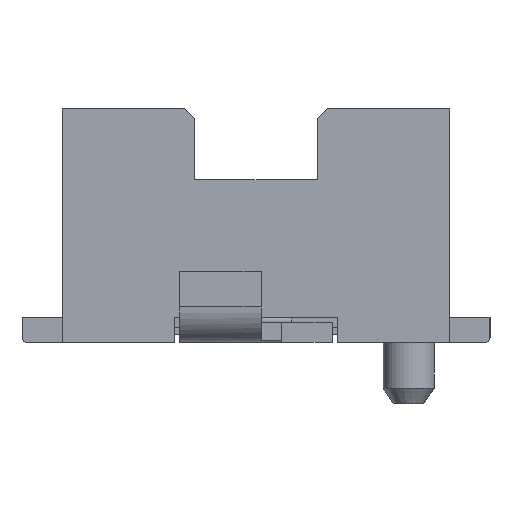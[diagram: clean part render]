
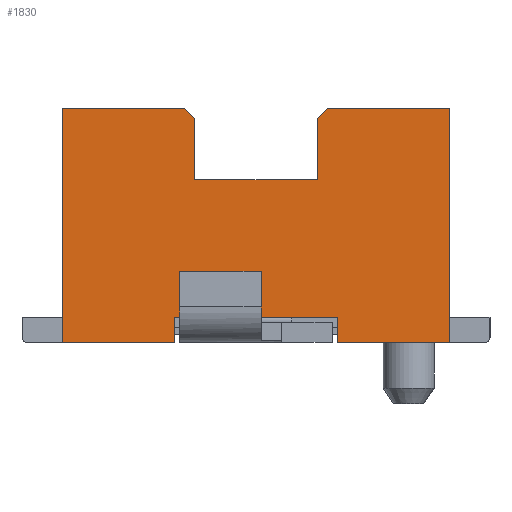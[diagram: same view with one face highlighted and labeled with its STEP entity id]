
A CAD part, front view. The second image highlights one B-rep face of the part: STEP entity #1830.
In plain terms, the highlighted planar face has unit normal (0, -1, 0).
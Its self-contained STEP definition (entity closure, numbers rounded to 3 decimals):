
#1830 = ADVANCED_FACE( '', ( #3682 ), #3683, .T. );
#3682 = FACE_OUTER_BOUND( '', #5537, .T. );
#3683 = PLANE( '', #5538 );
#5537 = EDGE_LOOP( '', ( #11303, #11304, #11305, #11306, #11307, #11308, #11309, #11310, #11311, #11312, #11313, #11314, #11315, #11316 ) );
#5538 = AXIS2_PLACEMENT_3D( '', #11317, #11318, #11319 );
#11303 = ORIENTED_EDGE( '', *, *, #12759, .F. );
#11304 = ORIENTED_EDGE( '', *, *, #12042, .T. );
#11305 = ORIENTED_EDGE( '', *, *, #13567, .F. );
#11306 = ORIENTED_EDGE( '', *, *, #12856, .F. );
#11307 = ORIENTED_EDGE( '', *, *, #13241, .T. );
#11308 = ORIENTED_EDGE( '', *, *, #13056, .F. );
#11309 = ORIENTED_EDGE( '', *, *, #13288, .T. );
#11310 = ORIENTED_EDGE( '', *, *, #12771, .T. );
#11311 = ORIENTED_EDGE( '', *, *, #13401, .T. );
#11312 = ORIENTED_EDGE( '', *, *, #12664, .T. );
#11313 = ORIENTED_EDGE( '', *, *, #11452, .T. );
#11314 = ORIENTED_EDGE( '', *, *, #11976, .T. );
#11315 = ORIENTED_EDGE( '', *, *, #11619, .T. );
#11316 = ORIENTED_EDGE( '', *, *, #12993, .F. );
#11317 = CARTESIAN_POINT( '', ( 1.995, -2.35, 2.358 ) );
#11318 = DIRECTION( '', ( 0., -1., 0. ) );
#11319 = DIRECTION( '', ( 0., 0., -1. ) );
#11452 = EDGE_CURVE( '', #13791, #13789, #13792, .T. );
#11619 = EDGE_CURVE( '', #14040, #14089, #14091, .T. );
#11976 = EDGE_CURVE( '', #13789, #14040, #14712, .T. );
#12042 = EDGE_CURVE( '', #14825, #14823, #14826, .T. );
#12664 = EDGE_CURVE( '', #15816, #13791, #15817, .T. );
#12759 = EDGE_CURVE( '', #14825, #15960, #15961, .T. );
#12771 = EDGE_CURVE( '', #15973, #15975, #15977, .T. );
#12856 = EDGE_CURVE( '', #16093, #16091, #16095, .T. );
#12993 = EDGE_CURVE( '', #15960, #14089, #16290, .T. );
#13056 = EDGE_CURVE( '', #16372, #16374, #16375, .T. );
#13241 = EDGE_CURVE( '', #16093, #16374, #16608, .T. );
#13288 = EDGE_CURVE( '', #16372, #15973, #16661, .T. );
#13401 = EDGE_CURVE( '', #15975, #15816, #16797, .T. );
#13567 = EDGE_CURVE( '', #16091, #14823, #16990, .T. );
#13789 = VERTEX_POINT( '', #17239 );
#13791 = VERTEX_POINT( '', #17242 );
#13792 = LINE( '', #17243, #17244 );
#14040 = VERTEX_POINT( '', #17595 );
#14089 = VERTEX_POINT( '', #17669 );
#14091 = LINE( '', #17672, #17673 );
#14712 = LINE( '', #18552, #18553 );
#14823 = VERTEX_POINT( '', #18706 );
#14825 = VERTEX_POINT( '', #18709 );
#14826 = LINE( '', #18710, #18711 );
#15816 = VERTEX_POINT( '', #20161 );
#15817 = LINE( '', #20162, #20163 );
#15960 = VERTEX_POINT( '', #20372 );
#15961 = LINE( '', #20373, #20374 );
#15973 = VERTEX_POINT( '', #20390 );
#15975 = VERTEX_POINT( '', #20393 );
#15977 = LINE( '', #20396, #20397 );
#16091 = VERTEX_POINT( '', #20565 );
#16093 = VERTEX_POINT( '', #20568 );
#16095 = LINE( '', #20571, #20572 );
#16290 = LINE( '', #20866, #20867 );
#16372 = VERTEX_POINT( '', #20992 );
#16374 = VERTEX_POINT( '', #20995 );
#16375 = LINE( '', #20996, #20997 );
#16608 = LINE( '', #21339, #21340 );
#16661 = LINE( '', #21423, #21424 );
#16797 = LINE( '', #21638, #21639 );
#16990 = LINE( '', #21915, #21916 );
#17239 = CARTESIAN_POINT( '', ( 1.9, -2.35, 0. ) );
#17242 = CARTESIAN_POINT( '', ( 0.8, -2.35, 0. ) );
#17243 = CARTESIAN_POINT( '', ( 2.59, -2.35, 0. ) );
#17244 = VECTOR( '', #22158, 1000. );
#17595 = CARTESIAN_POINT( '', ( 1.9, -2.35, 2.3 ) );
#17669 = CARTESIAN_POINT( '', ( 0.7, -2.35, 2.3 ) );
#17672 = CARTESIAN_POINT( '', ( 2.59, -2.35, 2.3 ) );
#17673 = VECTOR( '', #22321, 1000. );
#18552 = CARTESIAN_POINT( '', ( 1.9, -2.35, -0.25 ) );
#18553 = VECTOR( '', #22685, 1000. );
#18706 = CARTESIAN_POINT( '', ( -0.6, -2.35, 1.6 ) );
#18709 = CARTESIAN_POINT( '', ( 0.6, -2.35, 1.6 ) );
#18710 = CARTESIAN_POINT( '', ( 2.59, -2.35, 1.6 ) );
#18711 = VECTOR( '', #22756, 1000. );
#20161 = CARTESIAN_POINT( '', ( 0.8, -2.35, 0.25 ) );
#20162 = CARTESIAN_POINT( '', ( 0.8, -2.35, -0.25 ) );
#20163 = VECTOR( '', #23361, 1000. );
#20372 = CARTESIAN_POINT( '', ( 0.6, -2.35, 2.2 ) );
#20373 = CARTESIAN_POINT( '', ( 0.6, -2.35, -0.25 ) );
#20374 = VECTOR( '', #23446, 1000. );
#20390 = CARTESIAN_POINT( '', ( -0.8, -2.35, 0. ) );
#20393 = CARTESIAN_POINT( '', ( -0.8, -2.35, 0.25 ) );
#20396 = CARTESIAN_POINT( '', ( -0.8, -2.35, -0.25 ) );
#20397 = VECTOR( '', #23459, 1000. );
#20565 = CARTESIAN_POINT( '', ( -0.6, -2.35, 2.2 ) );
#20568 = CARTESIAN_POINT( '', ( -0.7, -2.35, 2.3 ) );
#20571 = CARTESIAN_POINT( '', ( 1.85, -2.35, -0.25 ) );
#20572 = VECTOR( '', #23534, 1000. );
#20866 = CARTESIAN_POINT( '', ( -1.85, -2.35, -0.25 ) );
#20867 = VECTOR( '', #23649, 1000. );
#20992 = CARTESIAN_POINT( '', ( -1.9, -2.35, 0. ) );
#20995 = CARTESIAN_POINT( '', ( -1.9, -2.35, 2.3 ) );
#20996 = CARTESIAN_POINT( '', ( -1.9, -2.35, -0.25 ) );
#20997 = VECTOR( '', #23703, 1000. );
#21339 = CARTESIAN_POINT( '', ( 2.59, -2.35, 2.3 ) );
#21340 = VECTOR( '', #23861, 1000. );
#21423 = CARTESIAN_POINT( '', ( 2.59, -2.35, 0. ) );
#21424 = VECTOR( '', #23895, 1000. );
#21638 = CARTESIAN_POINT( '', ( 2.59, -2.35, 0.25 ) );
#21639 = VECTOR( '', #23989, 1000. );
#21915 = CARTESIAN_POINT( '', ( -0.6, -2.35, -0.25 ) );
#21916 = VECTOR( '', #24106, 1000. );
#22158 = DIRECTION( '', ( 1., 0., 0. ) );
#22321 = DIRECTION( '', ( -1., 0., 0. ) );
#22685 = DIRECTION( '', ( 0., 0., 1. ) );
#22756 = DIRECTION( '', ( -1., 0., 0. ) );
#23361 = DIRECTION( '', ( 0., 0., -1. ) );
#23446 = DIRECTION( '', ( 0., 0., 1. ) );
#23459 = DIRECTION( '', ( 0., 0., 1. ) );
#23534 = DIRECTION( '', ( 0.707, 0., -0.707 ) );
#23649 = DIRECTION( '', ( 0.707, 0., 0.707 ) );
#23703 = DIRECTION( '', ( 0., 0., 1. ) );
#23861 = DIRECTION( '', ( -1., 0., 0. ) );
#23895 = DIRECTION( '', ( 1., 0., 0. ) );
#23989 = DIRECTION( '', ( 1., 0., 0. ) );
#24106 = DIRECTION( '', ( 0., 0., -1. ) );
